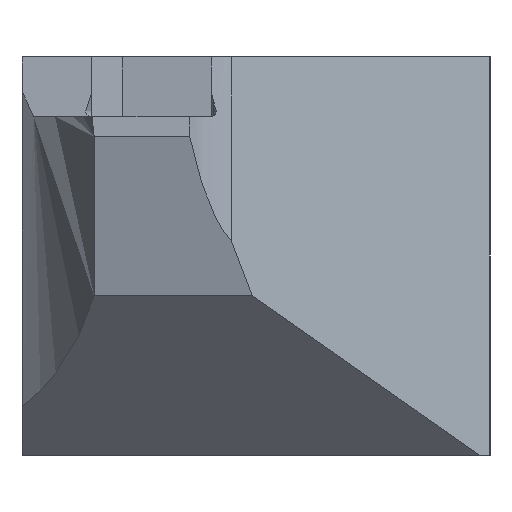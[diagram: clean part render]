
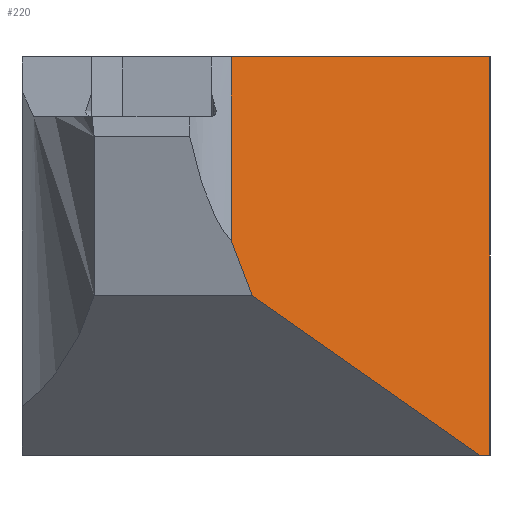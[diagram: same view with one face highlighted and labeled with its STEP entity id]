
A CAD part, left-side view. The second image highlights one B-rep face of the part: STEP entity #220.
In plain terms, the highlighted planar face has unit normal (-0.819, -0.574, 0).
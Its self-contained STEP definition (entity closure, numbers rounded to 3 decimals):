
#12 = CARTESIAN_POINT ( 'NONE',  ( 10.144, 0.513, -20. ) ) ;
#94 = LINE ( 'NONE', #361, #765 ) ;
#95 = VERTEX_POINT ( 'NONE', #532 ) ;
#152 = VERTEX_POINT ( 'NONE', #219 ) ;
#162 = DIRECTION ( 'NONE',  ( -0.574, 0.819, 0. ) ) ;
#170 = VECTOR ( 'NONE', #162, 1000. ) ;
#185 = ORIENTED_EDGE ( 'NONE', *, *, #1321, .T. ) ;
#216 = ORIENTED_EDGE ( 'NONE', *, *, #1839, .T. ) ;
#219 = CARTESIAN_POINT ( 'NONE',  ( 10.503, 0., 0. ) ) ;
#220 = ADVANCED_FACE ( 'Defeature ausgef�hrt1_15', ( #936 ), #1769, .F. ) ;
#230 = LINE ( 'NONE', #1260, #170 ) ;
#294 = CARTESIAN_POINT ( 'NONE',  ( 1.4, 13., -20. ) ) ;
#361 = CARTESIAN_POINT ( 'NONE',  ( 3.564, 9.909, -13.421 ) ) ;
#416 = EDGE_LOOP ( 'NONE', ( #185, #216, #1324, #1098, #1402, #1419 ) ) ;
#449 = EDGE_CURVE ( 'Defeature ausgef�hrt1_15+Defeature ausgef�hrt1_5+Defeature ausgef�hrt1_6+Defeature ausgef�hrt1_7', #725, #152, #1894, .T. ) ;
#523 = DIRECTION ( 'NONE',  ( -0.574, 0.819, 0. ) ) ;
#532 = CARTESIAN_POINT ( 'NONE',  ( 1.4, 13., -9.225 ) ) ;
#571 = DIRECTION ( 'NONE',  ( 0.819, 0.574, 0. ) ) ;
#725 = VERTEX_POINT ( 'NONE', #1710 ) ;
#741 = LINE ( 'NONE', #1167, #1950 ) ;
#757 = EDGE_CURVE ( 'Defeature ausgef�hrt1_14+Defeature ausgef�hrt1_15+Defeature ausgef�hrt1_20+Defeature ausgef�hrt1_7', #95, #1526, #1778, .T. ) ;
#765 = VECTOR ( 'NONE', #1164, 1000. ) ;
#844 = DIRECTION ( 'NONE',  ( 0., 0., 1. ) ) ;
#883 = DIRECTION ( 'NONE',  ( 0.243, -0.347, -0.906 ) ) ;
#936 = FACE_OUTER_BOUND ( 'NONE', #416, .T. ) ;
#939 = CARTESIAN_POINT ( 'NONE',  ( 2.144, 11.938, -12. ) ) ;
#1050 = CARTESIAN_POINT ( 'NONE',  ( 10.503, 0., -20. ) ) ;
#1062 = LINE ( 'NONE', #1817, #1758 ) ;
#1098 = ORIENTED_EDGE ( 'NONE', *, *, #449, .T. ) ;
#1147 = VECTOR ( 'NONE', #844, 1000. ) ;
#1163 = CARTESIAN_POINT ( 'NONE',  ( 1.4, 13., -20. ) ) ;
#1164 = DIRECTION ( 'NONE',  ( 0.498, -0.711, -0.498 ) ) ;
#1167 = CARTESIAN_POINT ( 'NONE',  ( 1.4, 13., -20. ) ) ;
#1260 = CARTESIAN_POINT ( 'NONE',  ( 1.4, 13., 0. ) ) ;
#1267 = VERTEX_POINT ( 'NONE', #12 ) ;
#1321 = EDGE_CURVE ( 'Defeature ausgef�hrt1_15+Defeature ausgef�hrt1_20+Defeature ausgef�hrt1_14+Defeature ausgef�hrt1_19', #95, #1543, #1062, .T. ) ;
#1324 = ORIENTED_EDGE ( 'NONE', *, *, #1850, .F. ) ;
#1393 = AXIS2_PLACEMENT_3D ( 'NONE', #1163, #571, #1506 ) ;
#1402 = ORIENTED_EDGE ( 'NONE', *, *, #1523, .T. ) ;
#1419 = ORIENTED_EDGE ( 'NONE', *, *, #757, .F. ) ;
#1506 = DIRECTION ( 'NONE',  ( -0.574, 0.819, 0. ) ) ;
#1523 = EDGE_CURVE ( 'Defeature ausgef�hrt1_15+Defeature ausgef�hrt1_7+Defeature ausgef�hrt1_5+Defeature ausgef�hrt1_14', #152, #1526, #230, .T. ) ;
#1526 = VERTEX_POINT ( 'NONE', #1877 ) ;
#1543 = VERTEX_POINT ( 'NONE', #939 ) ;
#1710 = CARTESIAN_POINT ( 'NONE',  ( 10.503, 0., -20. ) ) ;
#1758 = VECTOR ( 'NONE', #883, 1000. ) ;
#1769 = PLANE ( 'NONE',  #1393 ) ;
#1778 = LINE ( 'NONE', #294, #1822 ) ;
#1817 = CARTESIAN_POINT ( 'NONE',  ( 3.77, 9.615, -18.07 ) ) ;
#1822 = VECTOR ( 'NONE', #1895, 1000. ) ;
#1839 = EDGE_CURVE ( 'Defeature ausgef�hrt1_15+Defeature ausgef�hrt1_19+Defeature ausgef�hrt1_20+Defeature ausgef�hrt1_6', #1543, #1267, #94, .T. ) ;
#1850 = EDGE_CURVE ( 'Defeature ausgef�hrt1_6+Defeature ausgef�hrt1_15+Defeature ausgef�hrt1_5+Defeature ausgef�hrt1_19', #725, #1267, #741, .T. ) ;
#1877 = CARTESIAN_POINT ( 'NONE',  ( 1.4, 13., 0. ) ) ;
#1894 = LINE ( 'NONE', #1050, #1147 ) ;
#1895 = DIRECTION ( 'NONE',  ( 0., 0., 1. ) ) ;
#1950 = VECTOR ( 'NONE', #523, 1000. ) ;
